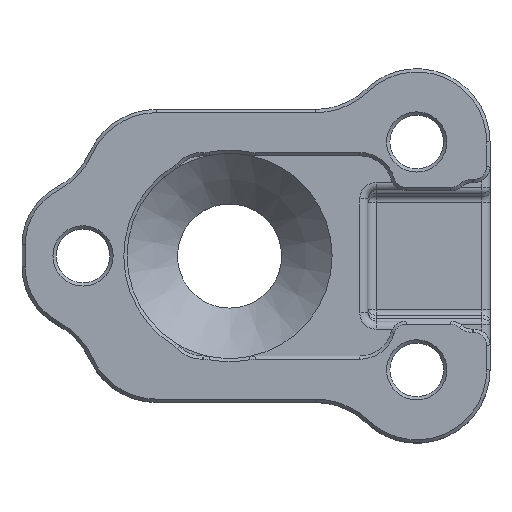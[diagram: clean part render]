
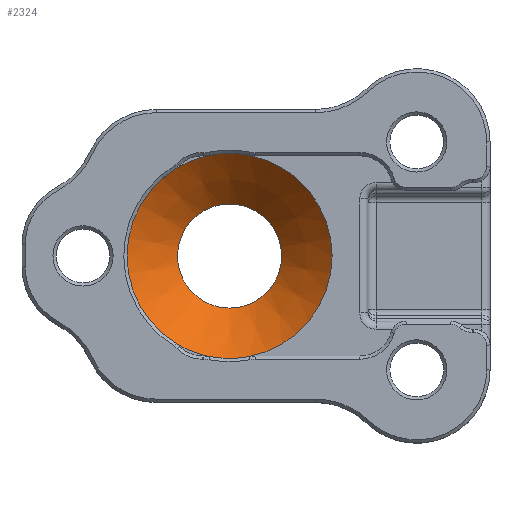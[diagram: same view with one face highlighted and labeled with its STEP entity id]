
A CAD part, top view. The second image highlights one B-rep face of the part: STEP entity #2324.
In plain terms, the highlighted conical face has half-angle 45 degrees and reference radius 6.3 mm.
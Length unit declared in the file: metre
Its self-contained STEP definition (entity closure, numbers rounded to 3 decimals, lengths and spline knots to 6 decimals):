
#22=CONICAL_SURFACE('',#2576,0.0063,0.785);
#639=ORIENTED_EDGE('',*,*,#1318,.F.);
#640=ORIENTED_EDGE('',*,*,#1319,.T.);
#641=ORIENTED_EDGE('',*,*,#1203,.T.);
#642=ORIENTED_EDGE('',*,*,#1320,.T.);
#643=ORIENTED_EDGE('',*,*,#1199,.T.);
#644=ORIENTED_EDGE('',*,*,#1321,.T.);
#645=ORIENTED_EDGE('',*,*,#1316,.T.);
#1199=EDGE_CURVE('',#1541,#1544,#1743,.T.);
#1203=EDGE_CURVE('',#1545,#1548,#1745,.T.);
#1316=EDGE_CURVE('',#1648,#1651,#1811,.T.);
#1318=EDGE_CURVE('',#1653,#1653,#1813,.T.);
#1319=EDGE_CURVE('',#1651,#1545,#1814,.T.);
#1320=EDGE_CURVE('',#1548,#1541,#1815,.T.);
#1321=EDGE_CURVE('',#1544,#1648,#1816,.T.);
#1541=VERTEX_POINT('',#3632);
#1544=VERTEX_POINT('',#3637);
#1545=VERTEX_POINT('',#3641);
#1548=VERTEX_POINT('',#3646);
#1648=VERTEX_POINT('',#3871);
#1651=VERTEX_POINT('',#3876);
#1653=VERTEX_POINT('',#3882);
#1743=CIRCLE('',#2489,0.0063);
#1745=CIRCLE('',#2492,0.0063);
#1811=CIRCLE('',#2572,0.0063);
#1813=CIRCLE('',#2575,0.0032);
#1814=CIRCLE('',#2577,0.0063);
#1815=CIRCLE('',#2578,0.0063);
#1816=CIRCLE('',#2579,0.0063);
#1918=EDGE_LOOP('',(#639));
#1919=EDGE_LOOP('',(#640,#641,#642,#643,#644,#645));
#2100=FACE_BOUND('',#1918,.T.);
#2101=FACE_BOUND('',#1919,.T.);
#2324=ADVANCED_FACE('',(#2100,#2101),#22,.F.);
#2489=AXIS2_PLACEMENT_3D('',#3638,#2824,#2825);
#2492=AXIS2_PLACEMENT_3D('',#3647,#2832,#2833);
#2572=AXIS2_PLACEMENT_3D('',#3877,#3039,#3040);
#2575=AXIS2_PLACEMENT_3D('',#3881,#3045,#3046);
#2576=AXIS2_PLACEMENT_3D('',#3883,#3047,#3048);
#2577=AXIS2_PLACEMENT_3D('',#3884,#3049,#3050);
#2578=AXIS2_PLACEMENT_3D('',#3885,#3051,#3052);
#2579=AXIS2_PLACEMENT_3D('',#3886,#3053,#3054);
#2824=DIRECTION('',(0.,0.,1.));
#2825=DIRECTION('',(0.,-1.,0.));
#2832=DIRECTION('',(0.,0.,1.));
#2833=DIRECTION('',(0.,-1.,0.));
#3039=DIRECTION('',(0.,0.,1.));
#3040=DIRECTION('',(0.,-1.,0.));
#3045=DIRECTION('',(0.,0.,1.));
#3046=DIRECTION('',(0.,-1.,0.));
#3047=DIRECTION('',(0.,0.,1.));
#3048=DIRECTION('',(0.,-1.,0.));
#3049=DIRECTION('',(0.,0.,1.));
#3050=DIRECTION('',(0.,-1.,0.));
#3051=DIRECTION('',(0.,0.,1.));
#3052=DIRECTION('',(0.,-1.,0.));
#3053=DIRECTION('',(0.,0.,1.));
#3054=DIRECTION('',(0.,-1.,0.));
#3632=CARTESIAN_POINT('',(-0.008458,-0.012608,-0.0011));
#3637=CARTESIAN_POINT('',(-0.008458,-0.023392,-0.0011));
#3638=CARTESIAN_POINT('',(-0.0052,-0.018,-0.0011));
#3641=CARTESIAN_POINT('',(-0.004008,-0.011814,-0.0011));
#3646=CARTESIAN_POINT('',(-0.006392,-0.011814,-0.0011));
#3647=CARTESIAN_POINT('',(-0.0052,-0.018,-0.0011));
#3871=CARTESIAN_POINT('',(-0.006392,-0.024186,-0.0011));
#3876=CARTESIAN_POINT('',(-0.004008,-0.024186,-0.0011));
#3877=CARTESIAN_POINT('',(-0.0052,-0.018,-0.0011));
#3881=CARTESIAN_POINT('',(-0.0052,-0.018,-0.0042));
#3882=CARTESIAN_POINT('',(-0.0052,-0.0212,-0.0042));
#3883=CARTESIAN_POINT('',(-0.0052,-0.018,-0.0011));
#3884=CARTESIAN_POINT('',(-0.0052,-0.018,-0.0011));
#3885=CARTESIAN_POINT('',(-0.0052,-0.018,-0.0011));
#3886=CARTESIAN_POINT('',(-0.0052,-0.018,-0.0011));
